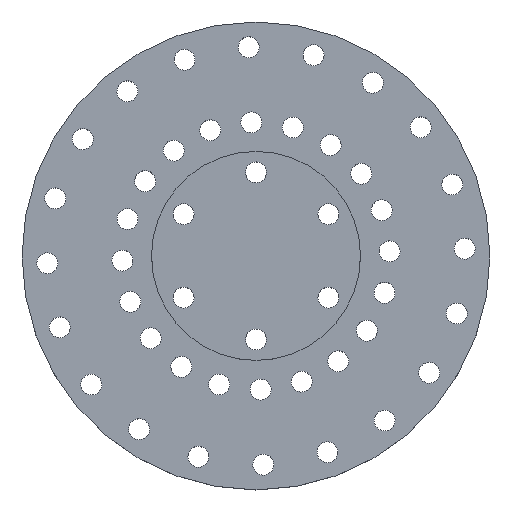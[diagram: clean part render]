
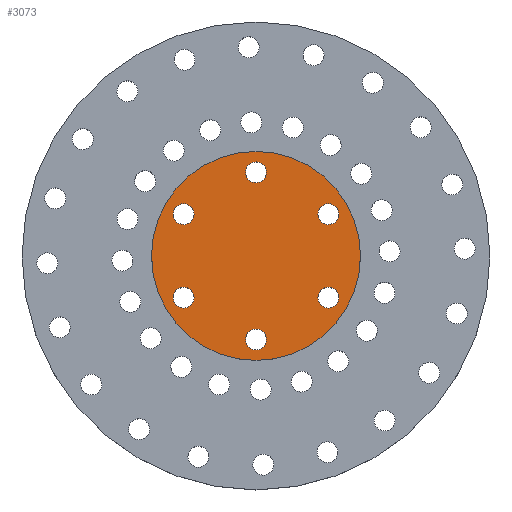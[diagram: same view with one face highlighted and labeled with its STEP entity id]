
A CAD part, top view. The second image highlights one B-rep face of the part: STEP entity #3073.
In plain terms, the highlighted planar face has unit normal (0, 0, 1).
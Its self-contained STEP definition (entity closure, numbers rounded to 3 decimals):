
#63=CARTESIAN_POINT('Vertex',(-25.,0.,17.)) ;
#66=CARTESIAN_POINT('Axis2P3D Location',(0.,0.,17.)) ;
#70=CARTESIAN_POINT('Vertex',(25.,0.,17.)) ;
#92=CARTESIAN_POINT('Axis2P3D Location',(0.,0.,17.)) ;
#2625=CARTESIAN_POINT('Axis2P3D Location',(0.,20.,17.)) ;
#2629=CARTESIAN_POINT('Vertex',(-2.5,20.,17.)) ;
#2631=CARTESIAN_POINT('Vertex',(2.5,20.,17.)) ;
#2660=CARTESIAN_POINT('Axis2P3D Location',(0.,20.,17.)) ;
#2682=CARTESIAN_POINT('Axis2P3D Location',(0.,-20.,17.)) ;
#2686=CARTESIAN_POINT('Vertex',(-2.5,-20.,17.)) ;
#2688=CARTESIAN_POINT('Vertex',(2.5,-20.,17.)) ;
#2717=CARTESIAN_POINT('Axis2P3D Location',(0.,-20.,17.)) ;
#2984=CARTESIAN_POINT('Axis2P3D Location',(0.,0.,17.)) ;
#2993=CARTESIAN_POINT('Axis2P3D Location',(-17.321,10.,17.)) ;
#2997=CARTESIAN_POINT('Vertex',(-18.571,7.835,17.)) ;
#2999=CARTESIAN_POINT('Vertex',(-16.071,12.165,17.)) ;
#3002=CARTESIAN_POINT('Axis2P3D Location',(-17.321,10.,17.)) ;
#3019=CARTESIAN_POINT('Axis2P3D Location',(-17.321,-10.,17.)) ;
#3023=CARTESIAN_POINT('Vertex',(-16.071,-12.165,17.)) ;
#3025=CARTESIAN_POINT('Vertex',(-18.571,-7.835,17.)) ;
#3028=CARTESIAN_POINT('Axis2P3D Location',(-17.321,-10.,17.)) ;
#3037=CARTESIAN_POINT('Axis2P3D Location',(17.321,-10.,17.)) ;
#3041=CARTESIAN_POINT('Vertex',(18.571,-7.835,17.)) ;
#3043=CARTESIAN_POINT('Vertex',(16.071,-12.165,17.)) ;
#3046=CARTESIAN_POINT('Axis2P3D Location',(17.321,-10.,17.)) ;
#3055=CARTESIAN_POINT('Axis2P3D Location',(17.321,10.,17.)) ;
#3059=CARTESIAN_POINT('Vertex',(16.071,12.165,17.)) ;
#3061=CARTESIAN_POINT('Vertex',(18.571,7.835,17.)) ;
#3064=CARTESIAN_POINT('Axis2P3D Location',(17.321,10.,17.)) ;
#67=DIRECTION('Axis2P3D Direction',(0.,0.,1.)) ;
#93=DIRECTION('Axis2P3D Direction',(0.,0.,1.)) ;
#2626=DIRECTION('Axis2P3D Direction',(0.,0.,1.)) ;
#2661=DIRECTION('Axis2P3D Direction',(0.,0.,1.)) ;
#2683=DIRECTION('Axis2P3D Direction',(0.,0.,1.)) ;
#2718=DIRECTION('Axis2P3D Direction',(0.,0.,1.)) ;
#2985=DIRECTION('Axis2P3D Direction',(0.,0.,1.)) ;
#2986=DIRECTION('Axis2P3D XDirection',(1.,0.,0.)) ;
#2994=DIRECTION('Axis2P3D Direction',(0.,0.,1.)) ;
#3003=DIRECTION('Axis2P3D Direction',(0.,0.,1.)) ;
#3020=DIRECTION('Axis2P3D Direction',(0.,0.,1.)) ;
#3029=DIRECTION('Axis2P3D Direction',(0.,0.,1.)) ;
#3038=DIRECTION('Axis2P3D Direction',(0.,0.,1.)) ;
#3047=DIRECTION('Axis2P3D Direction',(0.,0.,1.)) ;
#3056=DIRECTION('Axis2P3D Direction',(0.,0.,1.)) ;
#3065=DIRECTION('Axis2P3D Direction',(0.,0.,1.)) ;
#68=AXIS2_PLACEMENT_3D('Circle Axis2P3D',#66,#67,$) ;
#94=AXIS2_PLACEMENT_3D('Circle Axis2P3D',#92,#93,$) ;
#2627=AXIS2_PLACEMENT_3D('Circle Axis2P3D',#2625,#2626,$) ;
#2662=AXIS2_PLACEMENT_3D('Circle Axis2P3D',#2660,#2661,$) ;
#2684=AXIS2_PLACEMENT_3D('Circle Axis2P3D',#2682,#2683,$) ;
#2719=AXIS2_PLACEMENT_3D('Circle Axis2P3D',#2717,#2718,$) ;
#2987=AXIS2_PLACEMENT_3D('Plane Axis2P3D',#2984,#2985,#2986) ;
#2995=AXIS2_PLACEMENT_3D('Circle Axis2P3D',#2993,#2994,$) ;
#3004=AXIS2_PLACEMENT_3D('Circle Axis2P3D',#3002,#3003,$) ;
#3021=AXIS2_PLACEMENT_3D('Circle Axis2P3D',#3019,#3020,$) ;
#3030=AXIS2_PLACEMENT_3D('Circle Axis2P3D',#3028,#3029,$) ;
#3039=AXIS2_PLACEMENT_3D('Circle Axis2P3D',#3037,#3038,$) ;
#3048=AXIS2_PLACEMENT_3D('Circle Axis2P3D',#3046,#3047,$) ;
#3057=AXIS2_PLACEMENT_3D('Circle Axis2P3D',#3055,#3056,$) ;
#3066=AXIS2_PLACEMENT_3D('Circle Axis2P3D',#3064,#3065,$) ;
#2990=ORIENTED_EDGE('',*,*,#72,.T.) ;
#2991=ORIENTED_EDGE('',*,*,#96,.T.) ;
#3008=ORIENTED_EDGE('',*,*,#3001,.F.) ;
#3009=ORIENTED_EDGE('',*,*,#3006,.F.) ;
#3012=ORIENTED_EDGE('',*,*,#2721,.F.) ;
#3013=ORIENTED_EDGE('',*,*,#2690,.F.) ;
#3016=ORIENTED_EDGE('',*,*,#2664,.F.) ;
#3017=ORIENTED_EDGE('',*,*,#2633,.F.) ;
#3034=ORIENTED_EDGE('',*,*,#3027,.F.) ;
#3035=ORIENTED_EDGE('',*,*,#3032,.F.) ;
#3052=ORIENTED_EDGE('',*,*,#3045,.F.) ;
#3053=ORIENTED_EDGE('',*,*,#3050,.F.) ;
#3070=ORIENTED_EDGE('',*,*,#3063,.F.) ;
#3071=ORIENTED_EDGE('',*,*,#3068,.F.) ;
#3010=FACE_BOUND('',#3007,.T.) ;
#3014=FACE_BOUND('',#3011,.T.) ;
#3018=FACE_BOUND('',#3015,.T.) ;
#3036=FACE_BOUND('',#3033,.T.) ;
#3054=FACE_BOUND('',#3051,.T.) ;
#3072=FACE_BOUND('',#3069,.T.) ;
#3073=ADVANCED_FACE('PartBody',(#2992,#3010,#3014,#3018,#3036,#3054,#3072),#2988,.T.) ;
#69=CIRCLE('generated circle',#68,25.) ;
#95=CIRCLE('generated circle',#94,25.) ;
#2628=CIRCLE('generated circle',#2627,2.5) ;
#2663=CIRCLE('generated circle',#2662,2.5) ;
#2685=CIRCLE('generated circle',#2684,2.5) ;
#2720=CIRCLE('generated circle',#2719,2.5) ;
#2996=CIRCLE('generated circle',#2995,2.5) ;
#3005=CIRCLE('generated circle',#3004,2.5) ;
#3022=CIRCLE('generated circle',#3021,2.5) ;
#3031=CIRCLE('generated circle',#3030,2.5) ;
#3040=CIRCLE('generated circle',#3039,2.5) ;
#3049=CIRCLE('generated circle',#3048,2.5) ;
#3058=CIRCLE('generated circle',#3057,2.5) ;
#3067=CIRCLE('generated circle',#3066,2.5) ;
#72=EDGE_CURVE('',#71,#64,#69,.T.) ;
#96=EDGE_CURVE('',#64,#71,#95,.T.) ;
#2633=EDGE_CURVE('',#2630,#2632,#2628,.T.) ;
#2664=EDGE_CURVE('',#2632,#2630,#2663,.T.) ;
#2690=EDGE_CURVE('',#2687,#2689,#2685,.T.) ;
#2721=EDGE_CURVE('',#2689,#2687,#2720,.T.) ;
#3001=EDGE_CURVE('',#2998,#3000,#2996,.T.) ;
#3006=EDGE_CURVE('',#3000,#2998,#3005,.T.) ;
#3027=EDGE_CURVE('',#3024,#3026,#3022,.T.) ;
#3032=EDGE_CURVE('',#3026,#3024,#3031,.T.) ;
#3045=EDGE_CURVE('',#3042,#3044,#3040,.T.) ;
#3050=EDGE_CURVE('',#3044,#3042,#3049,.T.) ;
#3063=EDGE_CURVE('',#3060,#3062,#3058,.T.) ;
#3068=EDGE_CURVE('',#3062,#3060,#3067,.T.) ;
#2989=EDGE_LOOP('',(#2990,#2991)) ;
#3007=EDGE_LOOP('',(#3008,#3009)) ;
#3011=EDGE_LOOP('',(#3012,#3013)) ;
#3015=EDGE_LOOP('',(#3016,#3017)) ;
#3033=EDGE_LOOP('',(#3034,#3035)) ;
#3051=EDGE_LOOP('',(#3052,#3053)) ;
#3069=EDGE_LOOP('',(#3070,#3071)) ;
#2992=FACE_OUTER_BOUND('',#2989,.T.) ;
#2988=PLANE('Plane',#2987) ;
#64=VERTEX_POINT('',#63) ;
#71=VERTEX_POINT('',#70) ;
#2630=VERTEX_POINT('',#2629) ;
#2632=VERTEX_POINT('',#2631) ;
#2687=VERTEX_POINT('',#2686) ;
#2689=VERTEX_POINT('',#2688) ;
#2998=VERTEX_POINT('',#2997) ;
#3000=VERTEX_POINT('',#2999) ;
#3024=VERTEX_POINT('',#3023) ;
#3026=VERTEX_POINT('',#3025) ;
#3042=VERTEX_POINT('',#3041) ;
#3044=VERTEX_POINT('',#3043) ;
#3060=VERTEX_POINT('',#3059) ;
#3062=VERTEX_POINT('',#3061) ;
